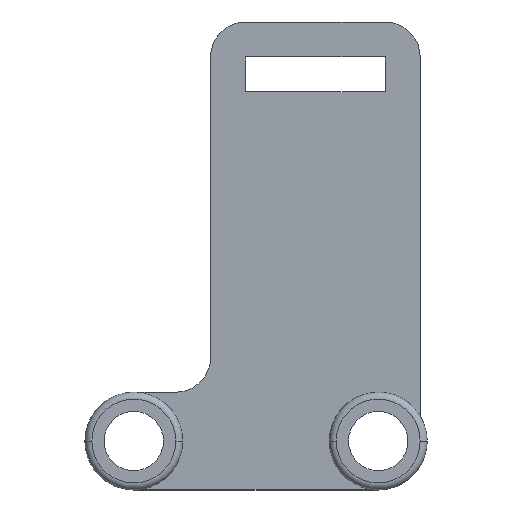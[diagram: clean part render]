
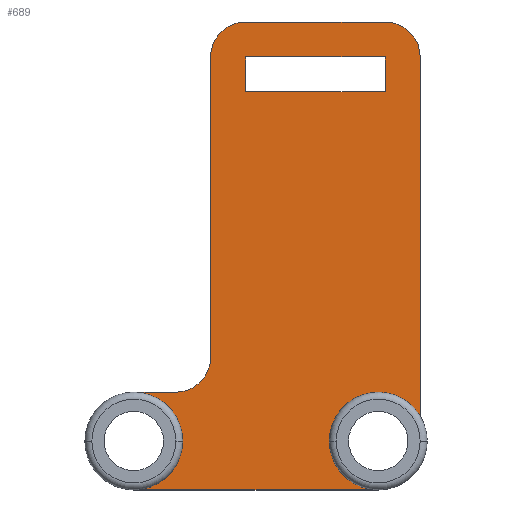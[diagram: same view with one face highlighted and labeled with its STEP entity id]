
A CAD part, top view. The second image highlights one B-rep face of the part: STEP entity #689.
In plain terms, the highlighted planar face has unit normal (0, 0, 1).
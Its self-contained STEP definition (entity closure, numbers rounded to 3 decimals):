
#4 = CARTESIAN_POINT ( 'NONE',  ( -10., 28.5, 3. ) ) ;
#7 = VERTEX_POINT ( 'NONE', #842 ) ;
#12 = ORIENTED_EDGE ( 'NONE', *, *, #778, .T. ) ;
#42 = DIRECTION ( 'NONE',  ( -1., 0., 0. ) ) ;
#47 = DIRECTION ( 'NONE',  ( 1., 0., 0. ) ) ;
#48 = VERTEX_POINT ( 'NONE', #635 ) ;
#55 = DIRECTION ( 'NONE',  ( 0., 1., 0. ) ) ;
#64 = ORIENTED_EDGE ( 'NONE', *, *, #197, .F. ) ;
#65 = CIRCLE ( 'NONE', #630, 7. ) ;
#71 = AXIS2_PLACEMENT_3D ( 'NONE', #755, #550, #641 ) ;
#81 = EDGE_LOOP ( 'NONE', ( #659, #405, #480, #198, #792, #781, #12, #126, #577, #425, #318, #64 ) ) ;
#88 = EDGE_CURVE ( 'NONE', #682, #629, #443, .T. ) ;
#93 = ORIENTED_EDGE ( 'NONE', *, *, #691, .F. ) ;
#95 = CIRCLE ( 'NONE', #879, 7. ) ;
#103 = CARTESIAN_POINT ( 'NONE',  ( -10., 23.5, 3. ) ) ;
#113 = VERTEX_POINT ( 'NONE', #712 ) ;
#114 = DIRECTION ( 'NONE',  ( 1., 0., 0. ) ) ;
#119 = CARTESIAN_POINT ( 'NONE',  ( 10., 33.5, 3. ) ) ;
#120 = EDGE_CURVE ( 'NONE', #871, #299, #527, .T. ) ;
#126 = ORIENTED_EDGE ( 'NONE', *, *, #876, .T. ) ;
#129 = CARTESIAN_POINT ( 'NONE',  ( 9., -33.5, 3. ) ) ;
#134 = VECTOR ( 'NONE', #664, 1000. ) ;
#137 = DIRECTION ( 'NONE',  ( 1., 0., 0. ) ) ;
#143 = DIRECTION ( 'NONE',  ( 0., -1., 0. ) ) ;
#178 = CARTESIAN_POINT ( 'NONE',  ( 9., -26.5, 3. ) ) ;
#187 = EDGE_CURVE ( 'NONE', #871, #282, #458, .T. ) ;
#188 = EDGE_CURVE ( 'NONE', #299, #661, #95, .T. ) ;
#191 = DIRECTION ( 'NONE',  ( 1., 0., 0. ) ) ;
#197 = EDGE_CURVE ( 'NONE', #48, #834, #220, .T. ) ;
#198 = ORIENTED_EDGE ( 'NONE', *, *, #187, .T. ) ;
#204 = DIRECTION ( 'NONE',  ( 1., 0., 0. ) ) ;
#207 = EDGE_CURVE ( 'NONE', #113, #588, #593, .T. ) ;
#214 = CARTESIAN_POINT ( 'NONE',  ( 10., 28.5, 3. ) ) ;
#216 = CARTESIAN_POINT ( 'NONE',  ( 15., 28.5, 3. ) ) ;
#220 = CIRCLE ( 'NONE', #475, 7. ) ;
#221 = DIRECTION ( 'NONE',  ( 0., 0., 1. ) ) ;
#223 = CARTESIAN_POINT ( 'NONE',  ( -10., 28.5, 3. ) ) ;
#237 = LINE ( 'NONE', #506, #288 ) ;
#256 = VERTEX_POINT ( 'NONE', #530 ) ;
#259 = FACE_BOUND ( 'NONE', #568, .T. ) ;
#263 = EDGE_CURVE ( 'NONE', #7, #454, #644, .T. ) ;
#277 = EDGE_CURVE ( 'NONE', #588, #465, #783, .T. ) ;
#279 = VERTEX_POINT ( 'NONE', #103 ) ;
#282 = VERTEX_POINT ( 'NONE', #216 ) ;
#288 = VECTOR ( 'NONE', #439, 1000. ) ;
#294 = VECTOR ( 'NONE', #42, 1000. ) ;
#299 = VERTEX_POINT ( 'NONE', #566 ) ;
#307 = ORIENTED_EDGE ( 'NONE', *, *, #207, .F. ) ;
#318 = ORIENTED_EDGE ( 'NONE', *, *, #601, .F. ) ;
#326 = DIRECTION ( 'NONE',  ( 1., 0., 0. ) ) ;
#331 = DIRECTION ( 'NONE',  ( 1., 0., 0. ) ) ;
#340 = CARTESIAN_POINT ( 'NONE',  ( -26., -19.5, 3. ) ) ;
#405 = ORIENTED_EDGE ( 'NONE', *, *, #188, .F. ) ;
#422 = CARTESIAN_POINT ( 'NONE',  ( 15., -22.894, 3. ) ) ;
#425 = ORIENTED_EDGE ( 'NONE', *, *, #611, .T. ) ;
#439 = DIRECTION ( 'NONE',  ( 0., -1., 0. ) ) ;
#443 = LINE ( 'NONE', #655, #294 ) ;
#445 = FACE_OUTER_BOUND ( 'NONE', #81, .T. ) ;
#453 = CARTESIAN_POINT ( 'NONE',  ( -26., -26.5, 3. ) ) ;
#454 = VERTEX_POINT ( 'NONE', #654 ) ;
#458 = LINE ( 'NONE', #810, #134 ) ;
#461 = CARTESIAN_POINT ( 'NONE',  ( 10., 28.5, 3. ) ) ;
#465 = VERTEX_POINT ( 'NONE', #563 ) ;
#475 = AXIS2_PLACEMENT_3D ( 'NONE', #453, #735, #191 ) ;
#480 = ORIENTED_EDGE ( 'NONE', *, *, #120, .F. ) ;
#483 = VECTOR ( 'NONE', #616, 1000. ) ;
#499 = VECTOR ( 'NONE', #55, 1000. ) ;
#506 = CARTESIAN_POINT ( 'NONE',  ( -15., -14.5, 3. ) ) ;
#513 = LINE ( 'NONE', #727, #687 ) ;
#516 = CARTESIAN_POINT ( 'NONE',  ( 9., -26.5, 3. ) ) ;
#517 = ORIENTED_EDGE ( 'NONE', *, *, #277, .F. ) ;
#522 = DIRECTION ( 'NONE',  ( 1., 0., 0. ) ) ;
#527 = CIRCLE ( 'NONE', #610, 7. ) ;
#528 = PLANE ( 'NONE',  #892 ) ;
#530 = CARTESIAN_POINT ( 'NONE',  ( -26., -19.5, 3. ) ) ;
#539 = CIRCLE ( 'NONE', #71, 5. ) ;
#543 = EDGE_CURVE ( 'NONE', #282, #682, #731, .T. ) ;
#550 = DIRECTION ( 'NONE',  ( 0., 0., 1. ) ) ;
#551 = DIRECTION ( 'NONE',  ( -1., 0., 0. ) ) ;
#558 = LINE ( 'NONE', #340, #483 ) ;
#563 = CARTESIAN_POINT ( 'NONE',  ( -10., 28.5, 3. ) ) ;
#566 = CARTESIAN_POINT ( 'NONE',  ( 2., -26.5, 3. ) ) ;
#568 = EDGE_LOOP ( 'NONE', ( #517, #307, #93, #894 ) ) ;
#575 = AXIS2_PLACEMENT_3D ( 'NONE', #797, #728, #326 ) ;
#577 = ORIENTED_EDGE ( 'NONE', *, *, #263, .T. ) ;
#588 = VERTEX_POINT ( 'NONE', #688 ) ;
#590 = DIRECTION ( 'NONE',  ( 0., 0., 1. ) ) ;
#593 = LINE ( 'NONE', #461, #499 ) ;
#601 = EDGE_CURVE ( 'NONE', #834, #256, #65, .T. ) ;
#610 = AXIS2_PLACEMENT_3D ( 'NONE', #516, #590, #47 ) ;
#611 = EDGE_CURVE ( 'NONE', #454, #256, #558, .T. ) ;
#616 = DIRECTION ( 'NONE',  ( -1., 0., 0. ) ) ;
#621 = LINE ( 'NONE', #4, #759 ) ;
#625 = EDGE_CURVE ( 'NONE', #465, #279, #621, .T. ) ;
#629 = VERTEX_POINT ( 'NONE', #836 ) ;
#630 = AXIS2_PLACEMENT_3D ( 'NONE', #753, #754, #137 ) ;
#635 = CARTESIAN_POINT ( 'NONE',  ( -26., -33.5, 3. ) ) ;
#641 = DIRECTION ( 'NONE',  ( 1., 0., 0. ) ) ;
#644 = CIRCLE ( 'NONE', #575, 5. ) ;
#649 = CARTESIAN_POINT ( 'NONE',  ( -15., 28.5, 3. ) ) ;
#654 = CARTESIAN_POINT ( 'NONE',  ( -20., -19.5, 3. ) ) ;
#655 = CARTESIAN_POINT ( 'NONE',  ( 10., 33.5, 3. ) ) ;
#658 = DIRECTION ( 'NONE',  ( 0., 0., 1. ) ) ;
#659 = ORIENTED_EDGE ( 'NONE', *, *, #666, .T. ) ;
#661 = VERTEX_POINT ( 'NONE', #129 ) ;
#664 = DIRECTION ( 'NONE',  ( 0., 1., 0. ) ) ;
#666 = EDGE_CURVE ( 'NONE', #48, #661, #734, .T. ) ;
#682 = VERTEX_POINT ( 'NONE', #119 ) ;
#687 = VECTOR ( 'NONE', #790, 1000. ) ;
#688 = CARTESIAN_POINT ( 'NONE',  ( 10., 28.5, 3. ) ) ;
#689 = ADVANCED_FACE ( 'NONE', ( #259, #445 ), #528, .T. ) ;
#691 = EDGE_CURVE ( 'NONE', #279, #113, #513, .T. ) ;
#712 = CARTESIAN_POINT ( 'NONE',  ( 10., 23.5, 3. ) ) ;
#720 = CARTESIAN_POINT ( 'NONE',  ( 9., -33.5, 3. ) ) ;
#727 = CARTESIAN_POINT ( 'NONE',  ( -10., 23.5, 3. ) ) ;
#728 = DIRECTION ( 'NONE',  ( 0., 0., -1. ) ) ;
#731 = CIRCLE ( 'NONE', #838, 5. ) ;
#734 = LINE ( 'NONE', #720, #887 ) ;
#735 = DIRECTION ( 'NONE',  ( 0., 0., 1. ) ) ;
#753 = CARTESIAN_POINT ( 'NONE',  ( -26., -26.5, 3. ) ) ;
#754 = DIRECTION ( 'NONE',  ( 0., 0., 1. ) ) ;
#755 = CARTESIAN_POINT ( 'NONE',  ( -10., 28.5, 3. ) ) ;
#759 = VECTOR ( 'NONE', #143, 1000. ) ;
#761 = CARTESIAN_POINT ( 'NONE',  ( -19., -26.5, 3. ) ) ;
#778 = EDGE_CURVE ( 'NONE', #629, #849, #539, .T. ) ;
#781 = ORIENTED_EDGE ( 'NONE', *, *, #88, .T. ) ;
#783 = LINE ( 'NONE', #223, #832 ) ;
#790 = DIRECTION ( 'NONE',  ( 1., 0., 0. ) ) ;
#792 = ORIENTED_EDGE ( 'NONE', *, *, #543, .T. ) ;
#797 = CARTESIAN_POINT ( 'NONE',  ( -20., -14.5, 3. ) ) ;
#806 = DIRECTION ( 'NONE',  ( 0., 0., 1. ) ) ;
#810 = CARTESIAN_POINT ( 'NONE',  ( 15., -22.894, 3. ) ) ;
#832 = VECTOR ( 'NONE', #551, 1000. ) ;
#834 = VERTEX_POINT ( 'NONE', #761 ) ;
#836 = CARTESIAN_POINT ( 'NONE',  ( -10., 33.5, 3. ) ) ;
#838 = AXIS2_PLACEMENT_3D ( 'NONE', #214, #221, #204 ) ;
#842 = CARTESIAN_POINT ( 'NONE',  ( -15., -14.5, 3. ) ) ;
#849 = VERTEX_POINT ( 'NONE', #649 ) ;
#867 = CARTESIAN_POINT ( 'NONE',  ( -20., -14.5, 3. ) ) ;
#871 = VERTEX_POINT ( 'NONE', #422 ) ;
#876 = EDGE_CURVE ( 'NONE', #849, #7, #237, .T. ) ;
#879 = AXIS2_PLACEMENT_3D ( 'NONE', #178, #658, #331 ) ;
#887 = VECTOR ( 'NONE', #522, 1000. ) ;
#892 = AXIS2_PLACEMENT_3D ( 'NONE', #867, #806, #114 ) ;
#894 = ORIENTED_EDGE ( 'NONE', *, *, #625, .F. ) ;
